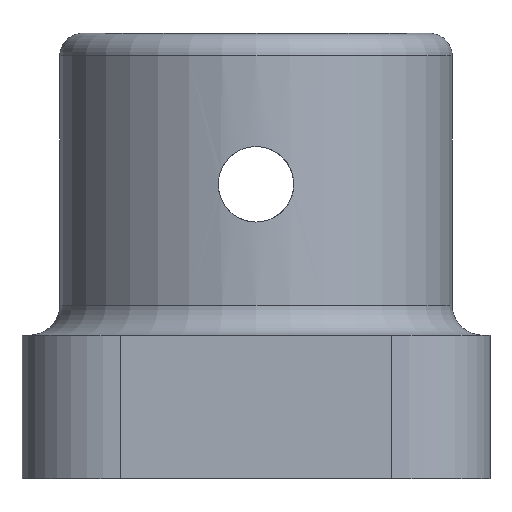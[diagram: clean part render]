
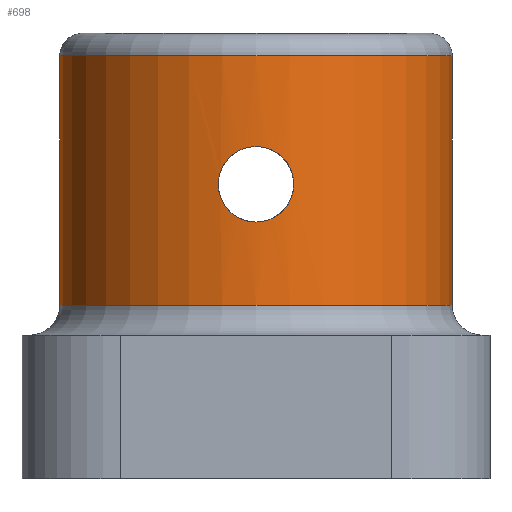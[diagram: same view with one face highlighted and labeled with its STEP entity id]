
A CAD part, left-side view. The second image highlights one B-rep face of the part: STEP entity #698.
In plain terms, the highlighted cylindrical face has radius 13 mm (diameter 26 mm), a partial arc.
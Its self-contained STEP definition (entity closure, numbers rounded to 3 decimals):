
#27=FACE_BOUND('',#261,.T.);
#33=B_SPLINE_CURVE_WITH_KNOTS('',3,(#1248,#1249,#1250,#1251,#1252,#1253,
#1254,#1255,#1256,#1257),.UNSPECIFIED.,.F.,.F.,(4,2,2,2,4),(1.133,
1.228,1.322,1.416,1.511),
 .UNSPECIFIED.);
#34=B_SPLINE_CURVE_WITH_KNOTS('',3,(#1258,#1259,#1260,#1261,#1262,#1263,
#1264,#1265,#1266,#1267,#1268,#1269,#1270,#1271,#1272,#1273,#1274,#1275,
#1276,#1277,#1278,#1279,#1280,#1281,#1282,#1283),.UNSPECIFIED.,.F.,.F.,
(4,2,2,2,2,2,2,2,2,2,2,2,4),(0.,0.094,0.189,0.283,
0.378,0.472,0.567,0.661,0.755,
0.85,0.944,1.039,1.133),
 .UNSPECIFIED.);
#59=LINE('',#1027,#113);
#66=LINE('',#1099,#120);
#113=VECTOR('',#827,10.);
#120=VECTOR('',#868,10.);
#175=CYLINDRICAL_SURFACE('',#785,13.);
#210=FACE_OUTER_BOUND('',#260,.T.);
#260=EDGE_LOOP('',(#627,#628,#629,#630));
#261=EDGE_LOOP('',(#631,#632));
#276=CIRCLE('',#729,13.);
#285=CIRCLE('',#745,13.);
#309=VERTEX_POINT('',#1008);
#311=VERTEX_POINT('',#1014);
#314=VERTEX_POINT('',#1025);
#326=VERTEX_POINT('',#1091);
#364=VERTEX_POINT('',#1246);
#365=VERTEX_POINT('',#1247);
#378=EDGE_CURVE('',#309,#311,#276,.T.);
#383=EDGE_CURVE('',#314,#309,#59,.T.);
#398=EDGE_CURVE('',#326,#314,#285,.T.);
#402=EDGE_CURVE('',#326,#311,#66,.T.);
#458=EDGE_CURVE('',#364,#365,#33,.F.);
#459=EDGE_CURVE('',#365,#364,#34,.F.);
#627=ORIENTED_EDGE('',*,*,#378,.F.);
#628=ORIENTED_EDGE('',*,*,#383,.F.);
#629=ORIENTED_EDGE('',*,*,#398,.F.);
#630=ORIENTED_EDGE('',*,*,#402,.T.);
#631=ORIENTED_EDGE('',*,*,#458,.T.);
#632=ORIENTED_EDGE('',*,*,#459,.T.);
#698=ADVANCED_FACE('',(#210,#27),#175,.T.);
#729=AXIS2_PLACEMENT_3D('',#1018,#817,#818);
#745=AXIS2_PLACEMENT_3D('',#1093,#858,#859);
#785=AXIS2_PLACEMENT_3D('',#1245,#977,#978);
#817=DIRECTION('center_axis',(0.,0.,1.));
#818=DIRECTION('ref_axis',(-1.,0.,0.));
#827=DIRECTION('',(0.,0.,1.));
#858=DIRECTION('center_axis',(0.,0.,-1.));
#859=DIRECTION('ref_axis',(-1.,0.,0.));
#868=DIRECTION('',(0.,0.,1.));
#977=DIRECTION('center_axis',(0.,0.,1.));
#978=DIRECTION('ref_axis',(0.,1.,0.));
#1008=CARTESIAN_POINT('',(-10.,10.5,21.));
#1014=CARTESIAN_POINT('',(-10.,-15.5,21.));
#1018=CARTESIAN_POINT('Origin',(-10.,-2.5,21.));
#1025=CARTESIAN_POINT('',(-10.,10.5,4.5));
#1027=CARTESIAN_POINT('',(-10.,10.5,21.5));
#1091=CARTESIAN_POINT('',(-10.,-15.5,4.5));
#1093=CARTESIAN_POINT('Origin',(-10.,-2.5,4.5));
#1099=CARTESIAN_POINT('',(-10.,-15.5,21.5));
#1245=CARTESIAN_POINT('Origin',(-10.,-2.5,2.5));
#1246=CARTESIAN_POINT('',(-22.757,-5.,12.5));
#1247=CARTESIAN_POINT('',(-23.,-2.5,10.));
#1248=CARTESIAN_POINT('Ctrl Pts',(-23.,-2.5,10.));
#1249=CARTESIAN_POINT('Ctrl Pts',(-23.,-2.815,10.));
#1250=CARTESIAN_POINT('Ctrl Pts',(-22.987,-3.15,10.063));
#1251=CARTESIAN_POINT('Ctrl Pts',(-22.942,-3.766,10.318));
#1252=CARTESIAN_POINT('Ctrl Pts',(-22.91,-4.046,10.511));
#1253=CARTESIAN_POINT('Ctrl Pts',(-22.849,-4.489,10.954));
#1254=CARTESIAN_POINT('Ctrl Pts',(-22.816,-4.682,11.234));
#1255=CARTESIAN_POINT('Ctrl Pts',(-22.77,-4.937,11.85));
#1256=CARTESIAN_POINT('Ctrl Pts',(-22.757,-5.,12.185));
#1257=CARTESIAN_POINT('Ctrl Pts',(-22.757,-5.,12.5));
#1258=CARTESIAN_POINT('Ctrl Pts',(-22.757,-5.,12.5));
#1259=CARTESIAN_POINT('Ctrl Pts',(-22.757,-5.,12.815));
#1260=CARTESIAN_POINT('Ctrl Pts',(-22.77,-4.937,13.15));
#1261=CARTESIAN_POINT('Ctrl Pts',(-22.816,-4.682,13.766));
#1262=CARTESIAN_POINT('Ctrl Pts',(-22.849,-4.489,14.046));
#1263=CARTESIAN_POINT('Ctrl Pts',(-22.91,-4.046,14.489));
#1264=CARTESIAN_POINT('Ctrl Pts',(-22.942,-3.766,14.682));
#1265=CARTESIAN_POINT('Ctrl Pts',(-22.987,-3.15,14.937));
#1266=CARTESIAN_POINT('Ctrl Pts',(-23.,-2.815,15.));
#1267=CARTESIAN_POINT('Ctrl Pts',(-23.,-2.185,15.));
#1268=CARTESIAN_POINT('Ctrl Pts',(-22.987,-1.85,14.937));
#1269=CARTESIAN_POINT('Ctrl Pts',(-22.942,-1.234,14.682));
#1270=CARTESIAN_POINT('Ctrl Pts',(-22.91,-0.954,
14.489));
#1271=CARTESIAN_POINT('Ctrl Pts',(-22.849,-0.511,
14.046));
#1272=CARTESIAN_POINT('Ctrl Pts',(-22.816,-0.318,
13.766));
#1273=CARTESIAN_POINT('Ctrl Pts',(-22.77,-0.063,
13.15));
#1274=CARTESIAN_POINT('Ctrl Pts',(-22.757,0.,
12.815));
#1275=CARTESIAN_POINT('Ctrl Pts',(-22.757,0.,
12.185));
#1276=CARTESIAN_POINT('Ctrl Pts',(-22.77,-0.063,
11.85));
#1277=CARTESIAN_POINT('Ctrl Pts',(-22.816,-0.318,
11.234));
#1278=CARTESIAN_POINT('Ctrl Pts',(-22.849,-0.511,
10.954));
#1279=CARTESIAN_POINT('Ctrl Pts',(-22.91,-0.954,
10.511));
#1280=CARTESIAN_POINT('Ctrl Pts',(-22.942,-1.234,10.318));
#1281=CARTESIAN_POINT('Ctrl Pts',(-22.987,-1.85,10.063));
#1282=CARTESIAN_POINT('Ctrl Pts',(-23.,-2.185,10.));
#1283=CARTESIAN_POINT('Ctrl Pts',(-23.,-2.5,10.));
